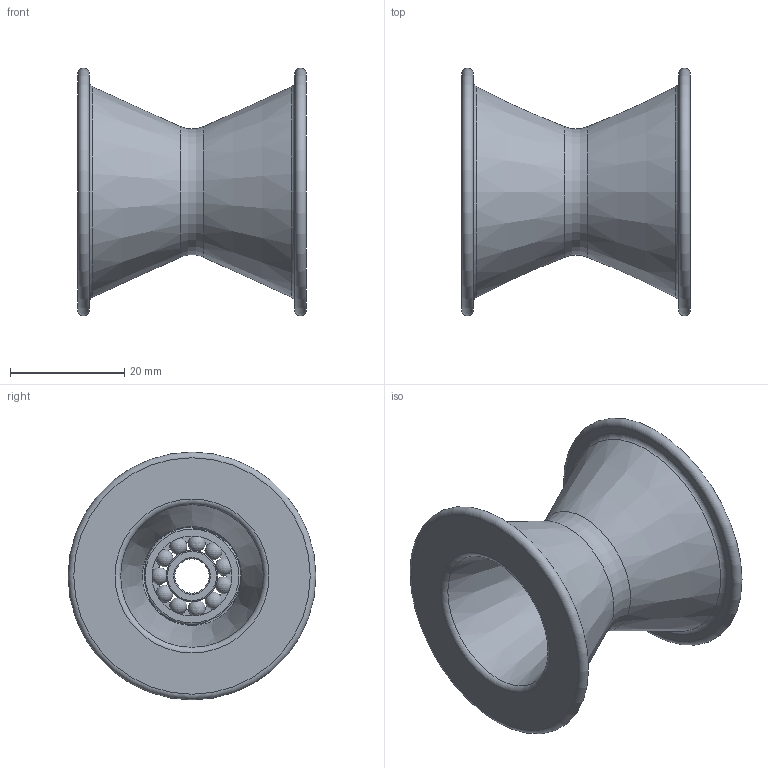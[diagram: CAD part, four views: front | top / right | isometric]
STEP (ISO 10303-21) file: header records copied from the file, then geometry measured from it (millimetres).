
FILE_DESCRIPTION(/* description */ (''),/* implementation_level */ '2;1');
FILE_NAME(/* name */ 'Wider Idler v8.step',/* time_stamp */ '2017-04-28T14:40:01-07:00',/* author */ (''),/* organization */ (''),/* preprocessor_version */ 'ST-DEVELOPER v16.13',/* originating_system */ 'Autodesk Translation Framework v6.1.1.50',/* authorisation */ '');
FILE_SCHEMA (('AUTOMOTIVE_DESIGN { 1 0 10303 214 3 1 1 }'));
Length unit declared in the file: millimetre
Products named in the file (2): Wider Idler v8; 606 v2
Assembly tree (1 placements, depth 2):
  Wider Idler v8
    606 v2
Bounding box: 40 x 43.4 x 43.4 mm (x, y, z)
Volume: 21948.6 mm3; surface area: 10662 mm2
Topology: 14 solids, 14 shells, 122 faces, 282 edges, 181 vertices
Faces by surface type: plane 39, cone 38, cylinder 23, sphere 11, torus 11
Full cylindrical faces by diameter (mm): 6 x1, 9 x2, 12 x1, 14 x2, 17 x1, 17.4 x1
Entity records: 3236 total; most frequent: DIRECTION 576, CARTESIAN_POINT 555, ORIENTED_EDGE 458, AXIS2_PLACEMENT_3D 234, EDGE_CURVE 229, VERTEX_POINT 177, EDGE_LOOP 170, FACE_OUTER_BOUND 122
